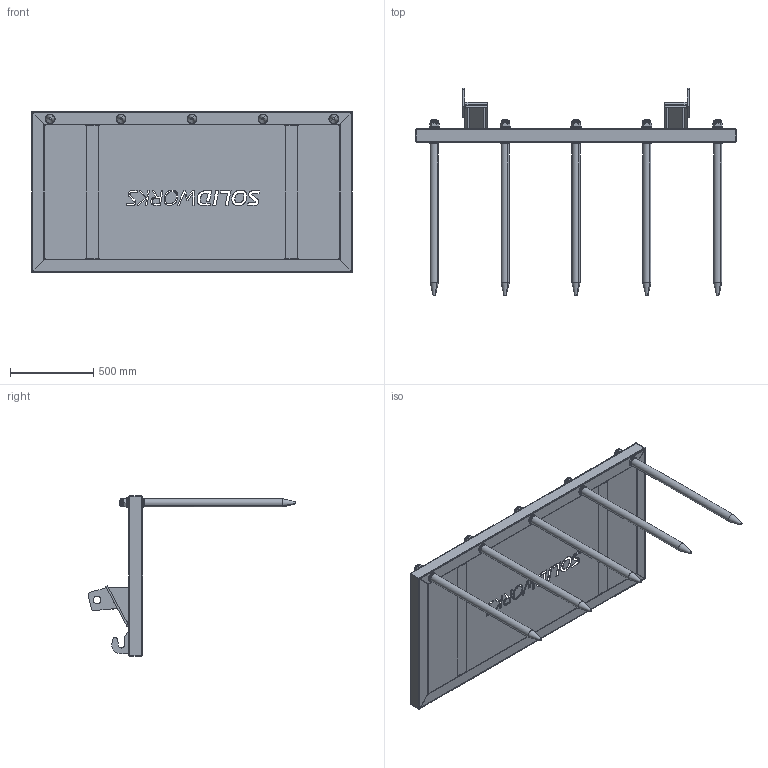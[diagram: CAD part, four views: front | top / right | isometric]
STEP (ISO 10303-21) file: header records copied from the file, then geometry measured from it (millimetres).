
FILE_DESCRIPTION(('FreeCAD Model'),'2;1');
FILE_NAME('Open CASCADE Shape Model','2025-05-01T18:23:51',('FreeCAD'),( 'FreeCAD'),'Open CASCADE STEP processor 7.6','FreeCAD','Unknown');
FILE_SCHEMA(('AUTOMOTIVE_DESIGN { 1 0 10303 214 1 1 1 1 }'));
Length unit declared in the file: millimetre
Products named in the file (1): Open CASCADE STEP translator 7.6 1
Bounding box: 1925.36 x 1249.76 x 962.68 mm (x, y, z)
Volume: 22313358.6 mm3; surface area: 8935542.4 mm2
Topology: 46 solids, 46 shells, 858 faces, 2018 edges, 1277 vertices
Faces by surface type: bspline 858
Entity records: 26020 total; most frequent: CARTESIAN_POINT 14199, ORIENTED_EDGE 4036, EDGE_CURVE 2018, VERTEX_POINT 1277, B_SPLINE_CURVE_WITH_KNOTS 1217, FACE_BOUND 969, EDGE_LOOP 969, ADVANCED_FACE 858
